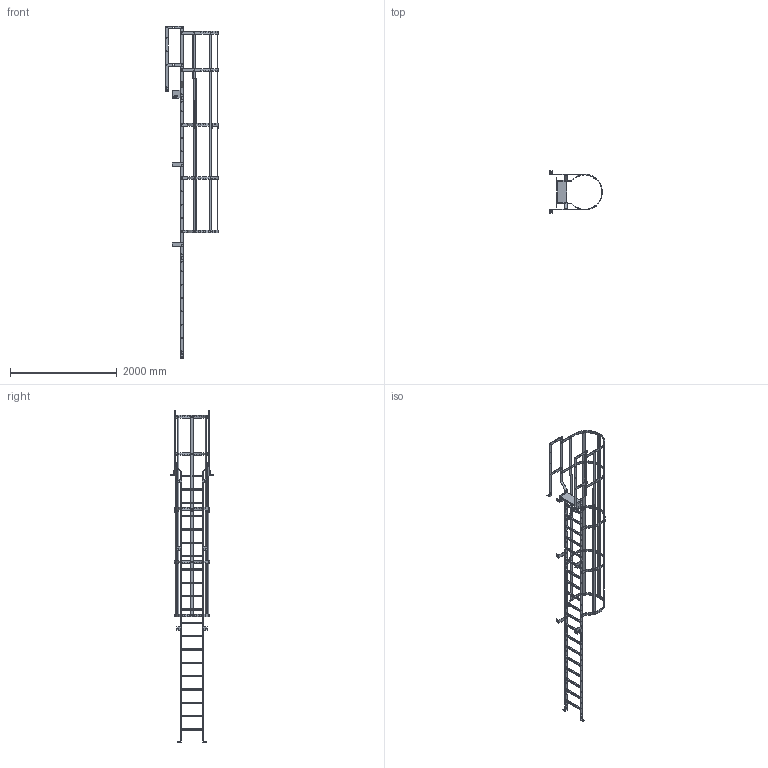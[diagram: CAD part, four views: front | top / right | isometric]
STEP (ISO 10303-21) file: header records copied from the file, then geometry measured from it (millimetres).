
FILE_DESCRIPTION(('Open CASCADE Model'),'2;1');
FILE_NAME('Open CASCADE Shape Model','2021-11-09T16:01:45',('Author'),( 'Open CASCADE'),'Open CASCADE STEP processor 7.3','Open CASCADE 7.3' ,'Unknown');
FILE_SCHEMA(('AUTOMOTIVE_DESIGN { 1 0 10303 214 1 1 1 1 }'));
Length unit declared in the file: millimetre
Products named in the file (1631): product-7f56962a-a803-4709-8814-54d19b3f25ad-body 1; product-7f56962a-a803-4709-8814-54d19b3f25ad-body 1.1; product-7f56962a-a803-4709-8814-54d19b3f25ad-body 1.1.1; product-7f56962a-a803-4709-8814-54d19b3f25ad-body 1.1.2; product-7f56962a-a803-4709-8814-54d19b3f25ad-body 1.1.3; product-7f56962a-a803-4709-8814-54d19b3f25ad-body 1.1.4; product-7f56962a-a803-4709-8814-54d19b3f25ad-body 1.1.5; product-7f56962a-a803-4709-8814-54d19b3f25ad-body 1.1.6; product-7f56962a-a803-4709-8814-54d19b3f25ad-body 1.1.7; product-7f56962a-a803-4709-8814-54d19b3f25ad-body 1.1.8; product-7f56962a-a803-4709-8814-54d19b3f25ad-body 1.1.9; product-7f56962a-a803-4709-8814-54d19b3f25ad-body 1.1.10; product-7f56962a-a803-4709-8814-54d19b3f25ad-body 1.1.11; product-7f56962a-a803-4709-8814-54d19b3f25ad-body 1.1.12; product-7f56962a-a803-4709-8814-54d19b3f25ad-body 1.1.13; product-7f56962a-a803-4709-8814-54d19b3f25ad-body 1.1.14; product-7f56962a-a803-4709-8814-54d19b3f25ad-body 1.1.15; product-7f56962a-a803-4709-8814-54d19b3f25ad-body 1.1.16; product-7f56962a-a803-4709-8814-54d19b3f25ad-body 1.1.17; product-7f56962a-a803-4709-8814-54d19b3f25ad-body 1.1.18; product-7f56962a-a803-4709-8814-54d19b3f25ad-body 1.1.19; product-7f56962a-a803-4709-8814-54d19b3f25ad-body 1.1.20; product-7f56962a-a803-4709-8814-54d19b3f25ad-body 1.1.21; product-7f56962a-a803-4709-8814-54d19b3f25ad-body 1.1.22; product-7f56962a-a803-4709-8814-54d19b3f25ad-body 1.1.23; product-7f56962a-a803-4709-8814-54d19b3f25ad-body 1.1.24; product-2bb95a9c-86ae-4566-8b60-af51f45cde35-body 2; product-2bb95a9c-86ae-4566-8b60-af51f45cde35-body 2.1; product-2bb95a9c-86ae-4566-8b60-af51f45cde35-body 2.1.1; product-2bb95a9c-86ae-4566-8b60-af51f45cde35-body 2.1.2; product-2bb95a9c-86ae-4566-8b60-af51f45cde35-body 2.1.3; product-2bb95a9c-86ae-4566-8b60-af51f45cde35-body 2.1.4; product-2bb95a9c-86ae-4566-8b60-af51f45cde35-body 2.1.5; product-2bb95a9c-86ae-4566-8b60-af51f45cde35-body 2.1.6; product-2bb95a9c-86ae-4566-8b60-af51f45cde35-body 2.1.7; product-2bb95a9c-86ae-4566-8b60-af51f45cde35-body 2.1.8; product-2bb95a9c-86ae-4566-8b60-af51f45cde35-body 2.1.9; product-2bb95a9c-86ae-4566-8b60-af51f45cde35-body 2.1.10; product-2bb95a9c-86ae-4566-8b60-af51f45cde35-body 2.1.11; product-2bb95a9c-86ae-4566-8b60-af51f45cde35-body 2.1.12 ...
Assembly tree (1577 placements, depth 4):
  product-7f56962a-a803-4709-8814-54d19b3f25ad-body 1
    product-7f56962a-a803-4709-8814-54d19b3f25ad-body 1.1
      product-7f56962a-a803-4709-8814-54d19b3f25ad-body 1.1.1
      product-7f56962a-a803-4709-8814-54d19b3f25ad-body 1.1.2
      product-7f56962a-a803-4709-8814-54d19b3f25ad-body 1.1.3
      product-7f56962a-a803-4709-8814-54d19b3f25ad-body 1.1.4
      product-7f56962a-a803-4709-8814-54d19b3f25ad-body 1.1.5
      product-7f56962a-a803-4709-8814-54d19b3f25ad-body 1.1.6
      product-7f56962a-a803-4709-8814-54d19b3f25ad-body 1.1.7
      product-7f56962a-a803-4709-8814-54d19b3f25ad-body 1.1.8
      product-7f56962a-a803-4709-8814-54d19b3f25ad-body 1.1.9
      product-7f56962a-a803-4709-8814-54d19b3f25ad-body 1.1.10
      product-7f56962a-a803-4709-8814-54d19b3f25ad-body 1.1.11
      product-7f56962a-a803-4709-8814-54d19b3f25ad-body 1.1.12
      product-7f56962a-a803-4709-8814-54d19b3f25ad-body 1.1.13
      product-7f56962a-a803-4709-8814-54d19b3f25ad-body 1.1.14
      product-7f56962a-a803-4709-8814-54d19b3f25ad-body 1.1.15
      product-7f56962a-a803-4709-8814-54d19b3f25ad-body 1.1.16
      product-7f56962a-a803-4709-8814-54d19b3f25ad-body 1.1.17
      product-7f56962a-a803-4709-8814-54d19b3f25ad-body 1.1.18
      product-7f56962a-a803-4709-8814-54d19b3f25ad-body 1.1.19
      product-7f56962a-a803-4709-8814-54d19b3f25ad-body 1.1.20
      product-7f56962a-a803-4709-8814-54d19b3f25ad-body 1.1.21
      product-7f56962a-a803-4709-8814-54d19b3f25ad-body 1.1.22
      product-7f56962a-a803-4709-8814-54d19b3f25ad-body 1.1.23
      product-7f56962a-a803-4709-8814-54d19b3f25ad-body 1.1.24
  product-2bb95a9c-86ae-4566-8b60-af51f45cde35-body 2
    product-2bb95a9c-86ae-4566-8b60-af51f45cde35-body 2.1
      product-2bb95a9c-86ae-4566-8b60-af51f45cde35-body 2.1.1
      product-2bb95a9c-86ae-4566-8b60-af51f45cde35-body 2.1.2
      product-2bb95a9c-86ae-4566-8b60-af51f45cde35-body 2.1.3
      product-2bb95a9c-86ae-4566-8b60-af51f45cde35-body 2.1.4
      product-2bb95a9c-86ae-4566-8b60-af51f45cde35-body 2.1.5
      product-2bb95a9c-86ae-4566-8b60-af51f45cde35-body 2.1.6
      product-2bb95a9c-86ae-4566-8b60-af51f45cde35-body 2.1.7
      product-2bb95a9c-86ae-4566-8b60-af51f45cde35-body 2.1.8
      product-2bb95a9c-86ae-4566-8b60-af51f45cde35-body 2.1.9
      product-2bb95a9c-86ae-4566-8b60-af51f45cde35-body 2.1.10
      product-2bb95a9c-86ae-4566-8b60-af51f45cde35-body 2.1.11
      product-2bb95a9c-86ae-4566-8b60-af51f45cde35-body 2.1.12
      product-2bb95a9c-86ae-4566-8b60-af51f45cde35-body 2.1.13
      product-2bb95a9c-86ae-4566-8b60-af51f45cde35-body 2.1.14
      product-2bb95a9c-86ae-4566-8b60-af51f45cde35-body 2.1.15
      product-2bb95a9c-86ae-4566-8b60-af51f45cde35-body 2.1.16
      product-2bb95a9c-86ae-4566-8b60-af51f45cde35-body 2.1.17
      product-2bb95a9c-86ae-4566-8b60-af51f45cde35-body 2.1.18
      product-2bb95a9c-86ae-4566-8b60-af51f45cde35-body 2.1.19
      product-2bb95a9c-86ae-4566-8b60-af51f45cde35-body 2.1.20
      product-2bb95a9c-86ae-4566-8b60-af51f45cde35-body 2.1.21
      product-2bb95a9c-86ae-4566-8b60-af51f45cde35-body 2.1.22
      product-2bb95a9c-86ae-4566-8b60-af51f45cde35-body 2.1.23
      product-2bb95a9c-86ae-4566-8b60-af51f45cde35-body 2.1.24
  product-4e765af3-7f78-44de-a329-21b3e1d77759-body 3
  product-595c2cb6-a477-40af-9f3d-92cd654eddd0-body 4
    product-595c2cb6-a477-40af-9f3d-92cd654eddd0-body 4.1
      product-595c2cb6-a477-40af-9f3d-92cd654eddd0-body 4.1.1
  product-feff909c-3ae5-486d-8408-f8693c3bd8a4-body 5
    product-feff909c-3ae5-486d-8408-f8693c3bd8a4-body 5.1
      product-feff909c-3ae5-486d-8408-f8693c3bd8a4-body 5.1.1
Bounding box: 998 x 796 x 6225 mm (x, y, z)
Volume: 8858003.5 mm3; surface area: 7007570.9 mm2
Topology: 39 solids, 1515 shells, 1907 faces, 9663 edges, 9310 vertices
Faces by surface type: plane 1784, cylinder 123
Full cylindrical faces by diameter (mm): 14 x87, 15 x6
Entity records: 199820 total; most frequent: CARTESIAN_POINT 34371, DIRECTION 26996, LINE 19401, VECTOR 19401, ORIENTED_EDGE 10722, PCURVE 10722, DEFINITIONAL_REPRESENTATION 10722, EDGE_CURVE 9663
